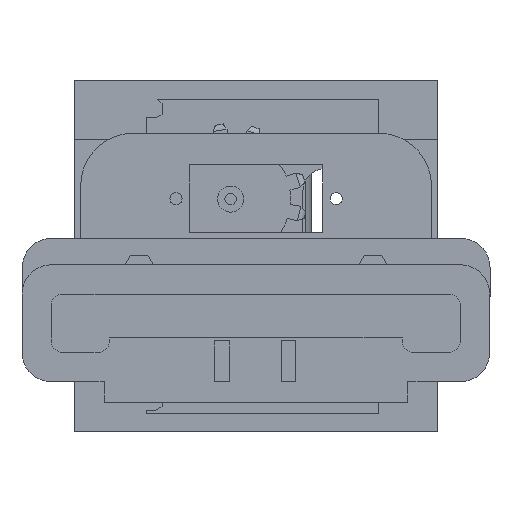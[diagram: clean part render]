
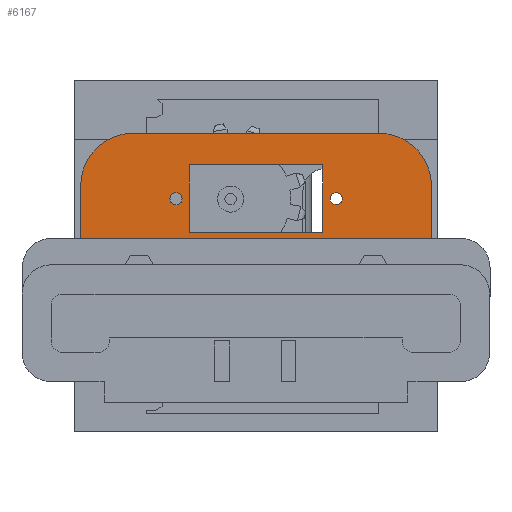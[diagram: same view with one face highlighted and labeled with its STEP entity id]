
A CAD part, left-side view. The second image highlights one B-rep face of the part: STEP entity #6167.
In plain terms, the highlighted face is planar.
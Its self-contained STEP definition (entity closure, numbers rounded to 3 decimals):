
#155=FACE_BOUND('',#2132,.T.);
#156=FACE_BOUND('',#2133,.T.);
#157=FACE_BOUND('',#2134,.T.);
#158=FACE_BOUND('',#2135,.T.);
#159=FACE_BOUND('',#2136,.T.);
#406=LINE('',#9304,#1123);
#418=LINE('',#9344,#1135);
#421=LINE('',#9349,#1138);
#424=LINE('',#9354,#1141);
#426=LINE('',#9361,#1143);
#427=LINE('',#9364,#1144);
#428=LINE('',#9374,#1145);
#429=LINE('',#9375,#1146);
#1123=VECTOR('',#7327,10.);
#1135=VECTOR('',#7359,10.);
#1138=VECTOR('',#7364,10.);
#1141=VECTOR('',#7369,10.);
#1143=VECTOR('',#7377,10.);
#1144=VECTOR('',#7380,10.);
#1145=VECTOR('',#7389,10.);
#1146=VECTOR('',#7390,10.);
#1785=FACE_OUTER_BOUND('',#2131,.T.);
#2131=EDGE_LOOP('',(#4404,#4405,#4406,#4407,#4408,#4409));
#2132=EDGE_LOOP('',(#4410));
#2133=EDGE_LOOP('',(#4411));
#2134=EDGE_LOOP('',(#4412));
#2135=EDGE_LOOP('',(#4413));
#2136=EDGE_LOOP('',(#4414,#4415,#4416,#4417));
#2467=CIRCLE('',#6606,9.);
#2468=CIRCLE('',#6608,9.);
#2469=CIRCLE('',#6609,1.038);
#2470=CIRCLE('',#6610,1.038);
#2471=CIRCLE('',#6611,1.038);
#2472=CIRCLE('',#6612,1.038);
#2663=VERTEX_POINT('',#9301);
#2664=VERTEX_POINT('',#9303);
#2681=VERTEX_POINT('',#9341);
#2682=VERTEX_POINT('',#9343);
#2683=VERTEX_POINT('',#9347);
#2684=VERTEX_POINT('',#9352);
#2685=VERTEX_POINT('',#9356);
#2686=VERTEX_POINT('',#9360);
#2687=VERTEX_POINT('',#9362);
#2688=VERTEX_POINT('',#9365);
#2689=VERTEX_POINT('',#9367);
#2690=VERTEX_POINT('',#9369);
#2691=VERTEX_POINT('',#9371);
#2692=VERTEX_POINT('',#9373);
#3315=EDGE_CURVE('',#2664,#2663,#406,.T.);
#3335=EDGE_CURVE('',#2682,#2681,#418,.T.);
#3338=EDGE_CURVE('',#2681,#2683,#421,.T.);
#3341=EDGE_CURVE('',#2663,#2684,#424,.T.);
#3343=EDGE_CURVE('',#2684,#2685,#2467,.T.);
#3344=EDGE_CURVE('',#2685,#2686,#426,.T.);
#3345=EDGE_CURVE('',#2686,#2687,#2468,.T.);
#3346=EDGE_CURVE('',#2687,#2664,#427,.T.);
#3347=EDGE_CURVE('',#2688,#2688,#2469,.T.);
#3348=EDGE_CURVE('',#2689,#2689,#2470,.T.);
#3349=EDGE_CURVE('',#2690,#2690,#2471,.T.);
#3350=EDGE_CURVE('',#2691,#2691,#2472,.T.);
#3351=EDGE_CURVE('',#2692,#2682,#428,.T.);
#3352=EDGE_CURVE('',#2683,#2692,#429,.T.);
#4404=ORIENTED_EDGE('',*,*,#3343,.T.);
#4405=ORIENTED_EDGE('',*,*,#3344,.T.);
#4406=ORIENTED_EDGE('',*,*,#3345,.T.);
#4407=ORIENTED_EDGE('',*,*,#3346,.T.);
#4408=ORIENTED_EDGE('',*,*,#3315,.T.);
#4409=ORIENTED_EDGE('',*,*,#3341,.T.);
#4410=ORIENTED_EDGE('',*,*,#3347,.T.);
#4411=ORIENTED_EDGE('',*,*,#3348,.T.);
#4412=ORIENTED_EDGE('',*,*,#3349,.T.);
#4413=ORIENTED_EDGE('',*,*,#3350,.T.);
#4414=ORIENTED_EDGE('',*,*,#3351,.T.);
#4415=ORIENTED_EDGE('',*,*,#3335,.T.);
#4416=ORIENTED_EDGE('',*,*,#3338,.T.);
#4417=ORIENTED_EDGE('',*,*,#3352,.T.);
#5920=PLANE('',#6607);
#6167=ADVANCED_FACE('',(#1785,#155,#156,#157,#158,#159),#5920,.T.);
#6606=AXIS2_PLACEMENT_3D('',#9358,#7373,#7374);
#6607=AXIS2_PLACEMENT_3D('',#9359,#7375,#7376);
#6608=AXIS2_PLACEMENT_3D('',#9363,#7378,#7379);
#6609=AXIS2_PLACEMENT_3D('',#9366,#7381,#7382);
#6610=AXIS2_PLACEMENT_3D('',#9368,#7383,#7384);
#6611=AXIS2_PLACEMENT_3D('',#9370,#7385,#7386);
#6612=AXIS2_PLACEMENT_3D('',#9372,#7387,#7388);
#7327=DIRECTION('',(0.,1.,0.));
#7359=DIRECTION('',(0.,-1.,0.));
#7364=DIRECTION('',(0.,0.,1.));
#7369=DIRECTION('',(0.,0.,1.));
#7373=DIRECTION('center_axis',(1.,0.,0.));
#7374=DIRECTION('ref_axis',(0.,0.707,0.707));
#7375=DIRECTION('center_axis',(1.,0.,0.));
#7376=DIRECTION('ref_axis',(0.,0.,-1.));
#7377=DIRECTION('',(0.,-1.,0.));
#7378=DIRECTION('center_axis',(1.,0.,0.));
#7379=DIRECTION('ref_axis',(0.,-0.707,0.707));
#7380=DIRECTION('',(0.,0.,-1.));
#7381=DIRECTION('center_axis',(-1.,0.,0.));
#7382=DIRECTION('ref_axis',(0.,1.,0.));
#7383=DIRECTION('center_axis',(-1.,0.,0.));
#7384=DIRECTION('ref_axis',(0.,1.,0.));
#7385=DIRECTION('center_axis',(-1.,0.,0.));
#7386=DIRECTION('ref_axis',(0.,1.,0.));
#7387=DIRECTION('center_axis',(-1.,0.,0.));
#7388=DIRECTION('ref_axis',(0.,1.,0.));
#7389=DIRECTION('',(0.,0.,-1.));
#7390=DIRECTION('',(0.,1.,0.));
#9301=CARTESIAN_POINT('',(13.8,30.,9.));
#9303=CARTESIAN_POINT('',(13.8,-30.,9.));
#9304=CARTESIAN_POINT('',(13.8,-30.,9.));
#9341=CARTESIAN_POINT('',(13.8,-11.4,22.));
#9343=CARTESIAN_POINT('',(13.8,11.4,22.));
#9344=CARTESIAN_POINT('',(13.8,-11.4,22.));
#9347=CARTESIAN_POINT('',(13.8,-11.4,33.6));
#9349=CARTESIAN_POINT('',(13.8,-11.4,33.6));
#9352=CARTESIAN_POINT('',(13.8,30.,30.));
#9354=CARTESIAN_POINT('',(13.8,30.,9.));
#9356=CARTESIAN_POINT('',(13.8,21.,39.));
#9358=CARTESIAN_POINT('Origin',(13.8,21.,30.));
#9359=CARTESIAN_POINT('Origin',(13.8,0.,24.));
#9360=CARTESIAN_POINT('',(13.8,-21.,39.));
#9361=CARTESIAN_POINT('',(13.8,30.,39.));
#9362=CARTESIAN_POINT('',(13.8,-30.,30.));
#9363=CARTESIAN_POINT('Origin',(13.8,-21.,30.));
#9364=CARTESIAN_POINT('',(13.8,-30.,39.));
#9365=CARTESIAN_POINT('',(13.8,-21.038,15.5));
#9366=CARTESIAN_POINT('Origin',(13.8,-20.,15.5));
#9367=CARTESIAN_POINT('',(13.8,18.962,15.5));
#9368=CARTESIAN_POINT('Origin',(13.8,20.,15.5));
#9369=CARTESIAN_POINT('',(13.8,-14.738,27.8));
#9370=CARTESIAN_POINT('Origin',(13.8,-13.7,27.8));
#9371=CARTESIAN_POINT('',(13.8,12.662,27.8));
#9372=CARTESIAN_POINT('Origin',(13.8,13.7,27.8));
#9373=CARTESIAN_POINT('',(13.8,11.4,33.6));
#9374=CARTESIAN_POINT('',(13.8,11.4,22.));
#9375=CARTESIAN_POINT('',(13.8,11.4,33.6));
